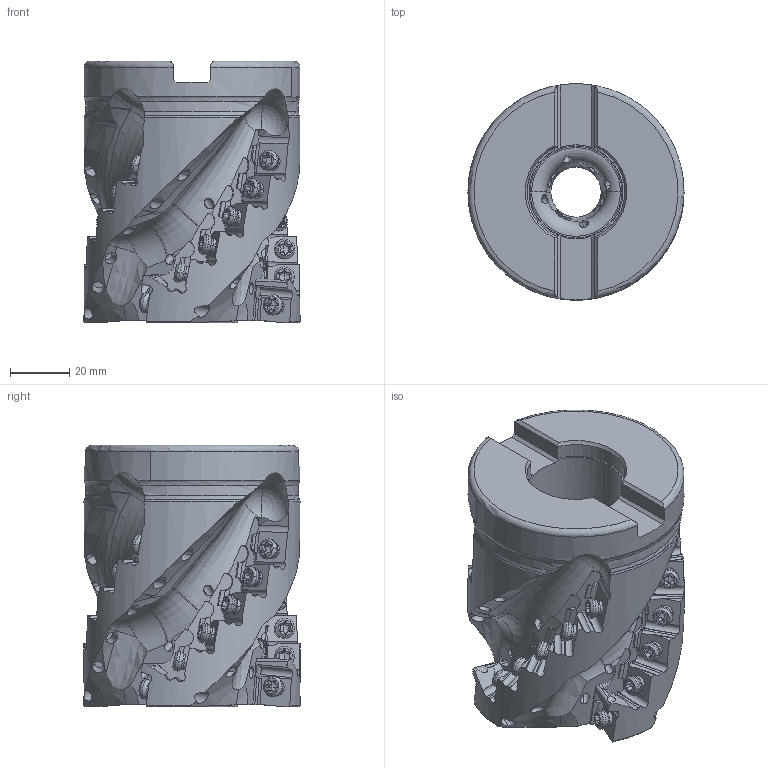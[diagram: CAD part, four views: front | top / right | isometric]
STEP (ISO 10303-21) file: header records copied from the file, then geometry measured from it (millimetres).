
FILE_DESCRIPTION(/* description */ (''),/* implementation_level */ '2;1');
FILE_NAME(/* name */ 'SPX4UR0324DA22A.stp',/* time_stamp */ '2017-10-05T13:08:58+09:00',/* author */ (''),/* organization */ (''),/* preprocessor_version */ 'ST-DEVELOPER v16',/* originating_system */ 'SIEMENS PLM Software NX 10.0',/* authorisation */ '');
FILE_SCHEMA (('AUTOMOTIVE_DESIGN { 1 0 10303 214 3 1 1 1 }'));
Products named in the file (1): SPX4UR0324DA22A_ASM
Bounding box: 73 x 73 x 88.4 mm (x, y, z)
Volume: 213795.2 mm3; surface area: 52502.1 mm2
Topology: 25 solids, 25 shells, 1483 faces, 4516 edges, 3030 vertices
Faces by surface type: cylinder 664, plane 381, cone 210, bspline 78, torus 74, sphere 68, extrusion 8
Entity records: 72434 total; most frequent: CARTESIAN_POINT 32585, ORIENTED_EDGE 8920, DIRECTION 7669, EDGE_CURVE 4460, AXIS2_PLACEMENT_3D 3114, VERTEX_POINT 3030, EDGE_LOOP 1560, CIRCLE 1520
